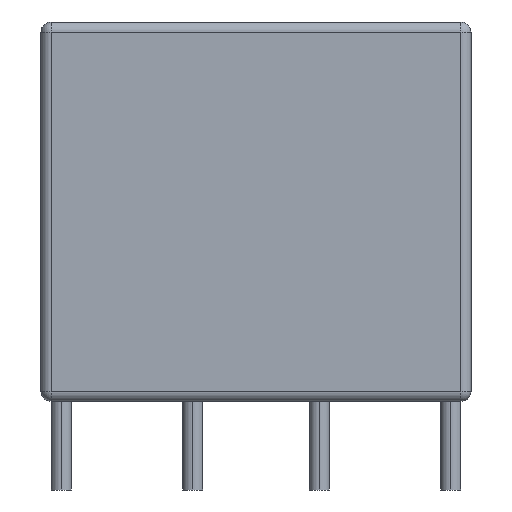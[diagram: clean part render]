
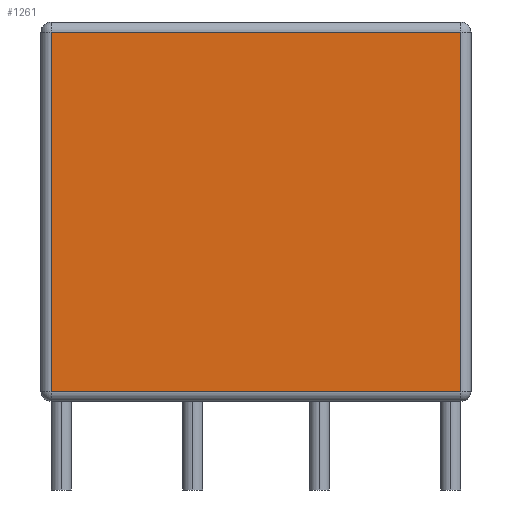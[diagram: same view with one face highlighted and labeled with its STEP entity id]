
A CAD part, left-side view. The second image highlights one B-rep face of the part: STEP entity #1261.
In plain terms, the highlighted planar face has unit normal (-1, 0, 0).
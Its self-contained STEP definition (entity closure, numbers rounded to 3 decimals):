
#364 = EDGE_LOOP ( 'NONE', ( #6856, #13252, #378, #1817 ) ) ;
#378 = ORIENTED_EDGE ( 'NONE', *, *, #5123, .T. ) ;
#863 = AXIS2_PLACEMENT_3D ( 'NONE', #8899, #10358, #6552 ) ;
#907 = FACE_OUTER_BOUND ( 'NONE', #364, .T. ) ;
#1261 = ADVANCED_FACE ( 'NONE', ( #907 ), #11353, .F. ) ;
#1817 = ORIENTED_EDGE ( 'NONE', *, *, #7783, .T. ) ;
#2273 = CARTESIAN_POINT ( 'NONE',  ( -17., 8.1, 0.4 ) ) ;
#5123 = EDGE_CURVE ( 'NONE', #11074, #11494, #14063, .T. ) ;
#5275 = VECTOR ( 'NONE', #5553, 1000. ) ;
#5553 = DIRECTION ( 'NONE',  ( 0., 1., 0. ) ) ;
#5633 = LINE ( 'NONE', #11356, #11697 ) ;
#6552 = DIRECTION ( 'NONE',  ( 0., 1., 0. ) ) ;
#6664 = VERTEX_POINT ( 'NONE', #12284 ) ;
#6674 = EDGE_CURVE ( 'NONE', #14968, #11074, #5633, .T. ) ;
#6708 = LINE ( 'NONE', #13499, #5275 ) ;
#6856 = ORIENTED_EDGE ( 'NONE', *, *, #12004, .T. ) ;
#6928 = CARTESIAN_POINT ( 'NONE',  ( -17., -8.1, 15. ) ) ;
#7007 = LINE ( 'NONE', #6928, #13905 ) ;
#7179 = VECTOR ( 'NONE', #10188, 1000. ) ;
#7783 = EDGE_CURVE ( 'NONE', #11494, #6664, #7007, .T. ) ;
#8899 = CARTESIAN_POINT ( 'NONE',  ( -17., 8.5, 15. ) ) ;
#9459 = CARTESIAN_POINT ( 'NONE',  ( -17., 8.5, 0.4 ) ) ;
#10188 = DIRECTION ( 'NONE',  ( 0., -1., 0. ) ) ;
#10358 = DIRECTION ( 'NONE',  ( 1., 0., 0. ) ) ;
#11074 = VERTEX_POINT ( 'NONE', #2273 ) ;
#11353 = PLANE ( 'NONE',  #863 ) ;
#11356 = CARTESIAN_POINT ( 'NONE',  ( -17., 8.1, 15. ) ) ;
#11494 = VERTEX_POINT ( 'NONE', #12103 ) ;
#11697 = VECTOR ( 'NONE', #14859, 1000. ) ;
#12004 = EDGE_CURVE ( 'NONE', #6664, #14968, #6708, .T. ) ;
#12103 = CARTESIAN_POINT ( 'NONE',  ( -17., -8.1, 0.4 ) ) ;
#12284 = CARTESIAN_POINT ( 'NONE',  ( -17., -8.1, 14.6 ) ) ;
#13252 = ORIENTED_EDGE ( 'NONE', *, *, #6674, .T. ) ;
#13499 = CARTESIAN_POINT ( 'NONE',  ( -17., 8.5, 14.6 ) ) ;
#13905 = VECTOR ( 'NONE', #14013, 1000. ) ;
#14013 = DIRECTION ( 'NONE',  ( 0., 0., 1. ) ) ;
#14063 = LINE ( 'NONE', #9459, #7179 ) ;
#14250 = CARTESIAN_POINT ( 'NONE',  ( -17., 8.1, 14.6 ) ) ;
#14859 = DIRECTION ( 'NONE',  ( 0., 0., -1. ) ) ;
#14968 = VERTEX_POINT ( 'NONE', #14250 ) ;
